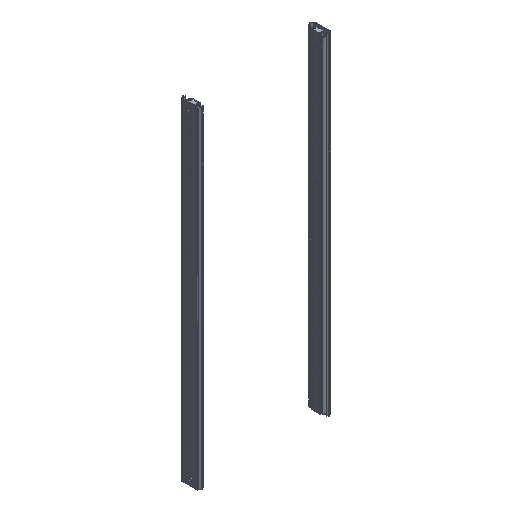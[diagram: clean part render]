
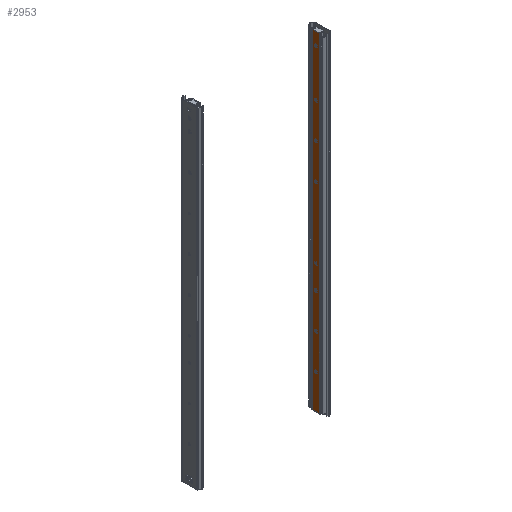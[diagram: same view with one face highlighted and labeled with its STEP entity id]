
A CAD part, isometric view. The second image highlights one B-rep face of the part: STEP entity #2953.
In plain terms, the highlighted face is planar.
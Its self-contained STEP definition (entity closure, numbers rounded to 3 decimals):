
#156=FACE_BOUND('',#539,.T.);
#157=FACE_BOUND('',#540,.T.);
#158=FACE_BOUND('',#541,.T.);
#159=FACE_BOUND('',#542,.T.);
#160=FACE_BOUND('',#543,.T.);
#161=FACE_BOUND('',#544,.T.);
#162=FACE_BOUND('',#545,.T.);
#163=FACE_BOUND('',#546,.T.);
#226=PLANE('',#3343);
#360=FACE_OUTER_BOUND('',#538,.T.);
#538=EDGE_LOOP('',(#2590,#2591,#2592,#2593));
#539=EDGE_LOOP('',(#2594));
#540=EDGE_LOOP('',(#2595));
#541=EDGE_LOOP('',(#2596));
#542=EDGE_LOOP('',(#2597));
#543=EDGE_LOOP('',(#2598));
#544=EDGE_LOOP('',(#2599));
#545=EDGE_LOOP('',(#2600));
#546=EDGE_LOOP('',(#2601));
#793=LINE('',#5056,#1043);
#795=LINE('',#5082,#1045);
#796=LINE('',#5084,#1046);
#797=LINE('',#5085,#1047);
#1043=VECTOR('',#4128,10.);
#1045=VECTOR('',#4140,10.);
#1046=VECTOR('',#4141,10.);
#1047=VECTOR('',#4142,10.);
#1165=CIRCLE('',#3295,2.9);
#1167=CIRCLE('',#3299,2.9);
#1169=CIRCLE('',#3303,2.9);
#1171=CIRCLE('',#3307,2.9);
#1173=CIRCLE('',#3311,2.9);
#1175=CIRCLE('',#3315,2.9);
#1177=CIRCLE('',#3319,2.9);
#1179=CIRCLE('',#3323,2.9);
#1417=VERTEX_POINT('',#4943);
#1419=VERTEX_POINT('',#4951);
#1421=VERTEX_POINT('',#4959);
#1423=VERTEX_POINT('',#4967);
#1425=VERTEX_POINT('',#4975);
#1427=VERTEX_POINT('',#4983);
#1429=VERTEX_POINT('',#4991);
#1431=VERTEX_POINT('',#4999);
#1445=VERTEX_POINT('',#5053);
#1446=VERTEX_POINT('',#5055);
#1452=VERTEX_POINT('',#5081);
#1453=VERTEX_POINT('',#5083);
#1782=EDGE_CURVE('',#1417,#1417,#1165,.T.);
#1786=EDGE_CURVE('',#1419,#1419,#1167,.T.);
#1790=EDGE_CURVE('',#1421,#1421,#1169,.T.);
#1794=EDGE_CURVE('',#1423,#1423,#1171,.T.);
#1798=EDGE_CURVE('',#1425,#1425,#1173,.T.);
#1802=EDGE_CURVE('',#1427,#1427,#1175,.T.);
#1806=EDGE_CURVE('',#1429,#1429,#1177,.T.);
#1810=EDGE_CURVE('',#1431,#1431,#1179,.T.);
#1832=EDGE_CURVE('',#1445,#1446,#793,.T.);
#1839=EDGE_CURVE('',#1445,#1452,#795,.T.);
#1840=EDGE_CURVE('',#1453,#1452,#796,.T.);
#1841=EDGE_CURVE('',#1453,#1446,#797,.T.);
#2590=ORIENTED_EDGE('',*,*,#1832,.F.);
#2591=ORIENTED_EDGE('',*,*,#1839,.T.);
#2592=ORIENTED_EDGE('',*,*,#1840,.F.);
#2593=ORIENTED_EDGE('',*,*,#1841,.T.);
#2594=ORIENTED_EDGE('',*,*,#1810,.T.);
#2595=ORIENTED_EDGE('',*,*,#1802,.T.);
#2596=ORIENTED_EDGE('',*,*,#1806,.T.);
#2597=ORIENTED_EDGE('',*,*,#1798,.T.);
#2598=ORIENTED_EDGE('',*,*,#1794,.T.);
#2599=ORIENTED_EDGE('',*,*,#1790,.T.);
#2600=ORIENTED_EDGE('',*,*,#1782,.T.);
#2601=ORIENTED_EDGE('',*,*,#1786,.T.);
#2953=ADVANCED_FACE('',(#360,#156,#157,#158,#159,#160,#161,#162,#163),#226,
 .T.);
#3295=AXIS2_PLACEMENT_3D('',#4944,#4014,#4015);
#3299=AXIS2_PLACEMENT_3D('',#4952,#4024,#4025);
#3303=AXIS2_PLACEMENT_3D('',#4960,#4034,#4035);
#3307=AXIS2_PLACEMENT_3D('',#4968,#4044,#4045);
#3311=AXIS2_PLACEMENT_3D('',#4976,#4054,#4055);
#3315=AXIS2_PLACEMENT_3D('',#4984,#4064,#4065);
#3319=AXIS2_PLACEMENT_3D('',#4992,#4074,#4075);
#3323=AXIS2_PLACEMENT_3D('',#5000,#4084,#4085);
#3343=AXIS2_PLACEMENT_3D('',#5080,#4138,#4139);
#4014=DIRECTION('center_axis',(-1.,0.,0.));
#4015=DIRECTION('ref_axis',(0.,0.,1.));
#4024=DIRECTION('center_axis',(-1.,0.,0.));
#4025=DIRECTION('ref_axis',(0.,0.,1.));
#4034=DIRECTION('center_axis',(-1.,0.,0.));
#4035=DIRECTION('ref_axis',(0.,0.,1.));
#4044=DIRECTION('center_axis',(-1.,0.,0.));
#4045=DIRECTION('ref_axis',(0.,0.,1.));
#4054=DIRECTION('center_axis',(-1.,0.,0.));
#4055=DIRECTION('ref_axis',(0.,0.,1.));
#4064=DIRECTION('center_axis',(-1.,0.,0.));
#4065=DIRECTION('ref_axis',(0.,0.,1.));
#4074=DIRECTION('center_axis',(-1.,0.,0.));
#4075=DIRECTION('ref_axis',(0.,0.,1.));
#4084=DIRECTION('center_axis',(-1.,0.,0.));
#4085=DIRECTION('ref_axis',(0.,0.,1.));
#4128=DIRECTION('',(0.,1.,0.));
#4138=DIRECTION('center_axis',(1.,0.,0.));
#4139=DIRECTION('ref_axis',(0.,-1.,0.));
#4140=DIRECTION('',(0.,0.,-1.));
#4141=DIRECTION('',(0.,-1.,0.));
#4142=DIRECTION('',(0.,0.,1.));
#4943=CARTESIAN_POINT('',(8.,0.,-37.9));
#4944=CARTESIAN_POINT('Origin',(8.,0.,-35.));
#4951=CARTESIAN_POINT('',(8.,0.,-165.9));
#4952=CARTESIAN_POINT('Origin',(8.,0.,-163.));
#4959=CARTESIAN_POINT('',(8.,0.,-261.9));
#4960=CARTESIAN_POINT('Origin',(8.,0.,-259.));
#4967=CARTESIAN_POINT('',(8.,0.,-357.9));
#4968=CARTESIAN_POINT('Origin',(8.,0.,-355.));
#4975=CARTESIAN_POINT('',(8.,0.,-549.9));
#4976=CARTESIAN_POINT('Origin',(8.,0.,-547.));
#4983=CARTESIAN_POINT('',(8.,0.,-613.9));
#4984=CARTESIAN_POINT('Origin',(8.,0.,-611.));
#4991=CARTESIAN_POINT('',(8.,0.,-709.9));
#4992=CARTESIAN_POINT('Origin',(8.,0.,-707.));
#4999=CARTESIAN_POINT('',(8.,0.,-805.9));
#5000=CARTESIAN_POINT('Origin',(8.,0.,-803.));
#5053=CARTESIAN_POINT('',(8.,-9.7,0.));
#5055=CARTESIAN_POINT('',(8.,9.7,0.));
#5056=CARTESIAN_POINT('',(8.,-11.283,0.));
#5080=CARTESIAN_POINT('Origin',(8.,11.283,0.));
#5081=CARTESIAN_POINT('',(8.,-9.7,-897.));
#5082=CARTESIAN_POINT('',(8.,-9.7,0.));
#5083=CARTESIAN_POINT('',(8.,9.7,-897.));
#5084=CARTESIAN_POINT('',(8.,-11.283,-897.));
#5085=CARTESIAN_POINT('',(8.,9.7,0.));
